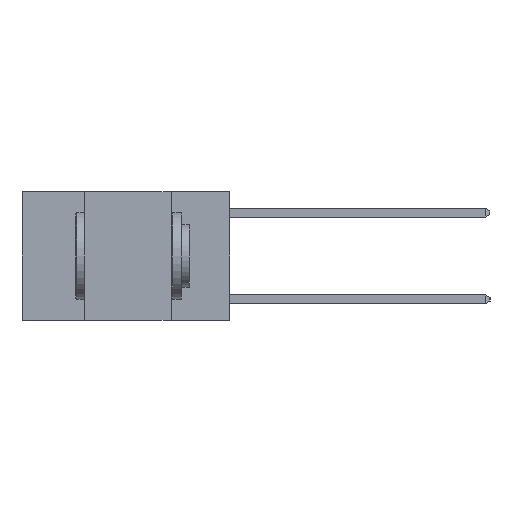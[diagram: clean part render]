
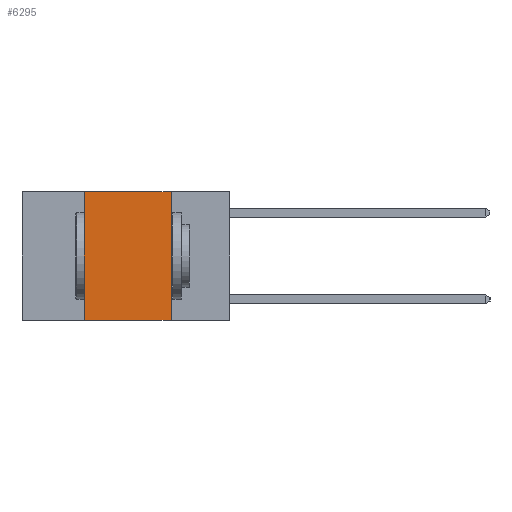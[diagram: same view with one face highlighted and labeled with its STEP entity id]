
A CAD part, left-side view. The second image highlights one B-rep face of the part: STEP entity #6295.
In plain terms, the highlighted planar face has unit normal (-1, 0, 0).
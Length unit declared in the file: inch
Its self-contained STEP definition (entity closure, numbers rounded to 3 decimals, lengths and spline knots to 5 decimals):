
#693 = CARTESIAN_POINT ( 'NONE',  ( 0., 0.6, 0. ) ) ;
#812 = DIRECTION ( 'NONE',  ( 0., -1., 0. ) ) ;
#1141 = ORIENTED_EDGE ( 'NONE', *, *, #6588, .F. ) ;
#1730 = FACE_OUTER_BOUND ( 'NONE', #5552, .T. ) ;
#1771 = VERTEX_POINT ( 'NONE', #3349 ) ;
#2033 = VECTOR ( 'NONE', #3968, 39.37008 ) ;
#2079 = EDGE_CURVE ( 'NONE', #8466, #8405, #5645, .T. ) ;
#2176 = EDGE_CURVE ( 'NONE', #3205, #8466, #8195, .T. ) ;
#2501 = PLANE ( 'NONE',  #8168 ) ;
#2830 = ORIENTED_EDGE ( 'NONE', *, *, #7088, .T. ) ;
#3205 = VERTEX_POINT ( 'NONE', #7510 ) ;
#3349 = CARTESIAN_POINT ( 'NONE',  ( 0., 0.42, -0.37 ) ) ;
#3906 = DIRECTION ( 'NONE',  ( 0., 0., -1. ) ) ;
#3968 = DIRECTION ( 'NONE',  ( 0., 0., -1. ) ) ;
#4040 = CARTESIAN_POINT ( 'NONE',  ( 0., 0.17, 0. ) ) ;
#4718 = CARTESIAN_POINT ( 'NONE',  ( 0., 0.6, -0.37 ) ) ;
#4735 = VECTOR ( 'NONE', #7689, 39.37008 ) ;
#5250 = CARTESIAN_POINT ( 'NONE',  ( 0., 0.17, 0. ) ) ;
#5296 = ORIENTED_EDGE ( 'NONE', *, *, #2079, .F. ) ;
#5552 = EDGE_LOOP ( 'NONE', ( #5296, #7339, #1141, #2830 ) ) ;
#5645 = LINE ( 'NONE', #4040, #2033 ) ;
#6258 = VECTOR ( 'NONE', #812, 39.37008 ) ;
#6289 = VECTOR ( 'NONE', #8035, 39.37008 ) ;
#6295 = ADVANCED_FACE ( 'NONE', ( #1730 ), #2501, .F. ) ;
#6588 = EDGE_CURVE ( 'NONE', #1771, #3205, #6745, .T. ) ;
#6735 = LINE ( 'NONE', #4718, #4735 ) ;
#6745 = LINE ( 'NONE', #7287, #6289 ) ;
#7088 = EDGE_CURVE ( 'NONE', #1771, #8405, #6735, .T. ) ;
#7287 = CARTESIAN_POINT ( 'NONE',  ( 0., 0.42, 0. ) ) ;
#7339 = ORIENTED_EDGE ( 'NONE', *, *, #2176, .F. ) ;
#7510 = CARTESIAN_POINT ( 'NONE',  ( 0., 0.42, 0. ) ) ;
#7580 = CARTESIAN_POINT ( 'NONE',  ( 0., 0.6, 0. ) ) ;
#7689 = DIRECTION ( 'NONE',  ( 0., -1., 0. ) ) ;
#8035 = DIRECTION ( 'NONE',  ( 0., 0., 1. ) ) ;
#8168 = AXIS2_PLACEMENT_3D ( 'NONE', #7580, #8322, #3906 ) ;
#8177 = CARTESIAN_POINT ( 'NONE',  ( 0., 0.17, -0.37 ) ) ;
#8195 = LINE ( 'NONE', #693, #6258 ) ;
#8322 = DIRECTION ( 'NONE',  ( 1., 0., 0. ) ) ;
#8405 = VERTEX_POINT ( 'NONE', #8177 ) ;
#8466 = VERTEX_POINT ( 'NONE', #5250 ) ;
